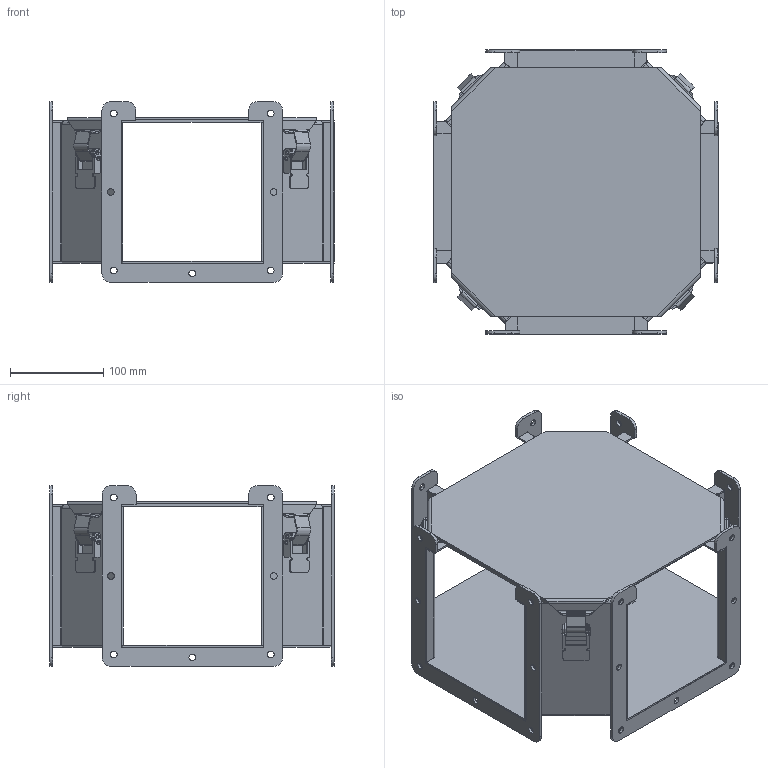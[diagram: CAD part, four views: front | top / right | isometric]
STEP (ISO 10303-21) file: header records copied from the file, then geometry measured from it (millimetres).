
FILE_DESCRIPTION(/* description */ ('LJW, END FLANGE RING, CRS, 6X6'),/* implementation_level */ '2;1');
FILE_NAME(/* name */ 'LJWX6.stp',/* time_stamp */ '2017-04-28T13:22:03-05:00',/* author */ ('bbirch1'),/* organization */ (''),/* preprocessor_version */ 'ST-DEVELOPER v16.1',/* originating_system */ 'Autodesk Inventor 2016',/* authorisation */ '');
FILE_SCHEMA (('AUTOMOTIVE_DESIGN { 1 0 10303 214 3 1 1 }'));
Length unit declared in the file: inch
Products named in the file (13): LJW6RINGP; LJWX6BTM; LJWX6LID; LJWX6STRIPGSKT; LJWX6POST; LJWTAB; PART1; PART2; PART3; PART4; PART5; 35011; LJWX6
Assembly tree (28 placements, depth 3):
  LJWX6
    LJW6RINGP  x4
    LJWX6BTM
    LJWX6LID
    LJWX6STRIPGSKT
    LJWX6POST  x4
    LJWTAB  x8
    35011  x4
      PART1
      PART2
      PART3
      PART4
      PART5
Bounding box: 304.8 x 305.05 x 193.68 mm (x, y, z)
Volume: 623622.8 mm3; surface area: 627028.8 mm2
Topology: 39 solids, 39 shells, 818 faces, 2095 edges, 1358 vertices
Faces by surface type: plane 530, cylinder 256, bspline 32
Full cylindrical faces by diameter (mm): 3.454 x8, 3.946 x24, 4.286 x16, 7.144 x28
Entity records: 9455 total; most frequent: CARTESIAN_POINT 2153, ORIENTED_EDGE 1388, DIRECTION 1387, EDGE_CURVE 694, LINE 539, VECTOR 539, VERTEX_POINT 458, AXIS2_PLACEMENT_3D 424
